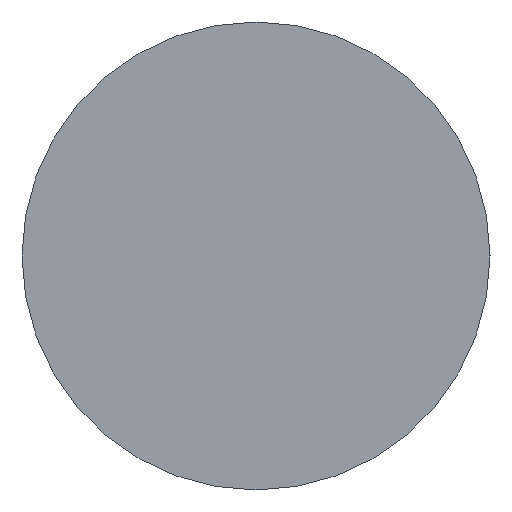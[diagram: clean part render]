
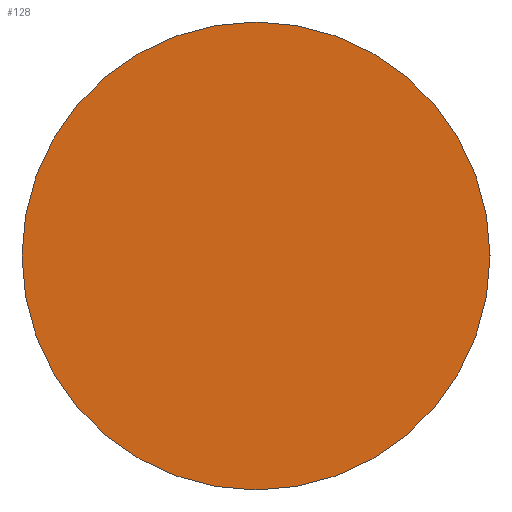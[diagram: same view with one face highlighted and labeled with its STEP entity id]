
A CAD part, left-side view. The second image highlights one B-rep face of the part: STEP entity #128.
In plain terms, the highlighted planar face has unit normal (-1, 0, 0).
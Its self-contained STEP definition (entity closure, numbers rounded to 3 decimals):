
#57=CARTESIAN_POINT('Axis2P3D Location',(-74.,0.,0.)) ;
#61=CARTESIAN_POINT('Vertex',(-74.,12.5,0.)) ;
#63=CARTESIAN_POINT('Vertex',(-74.,-12.5,0.)) ;
#92=CARTESIAN_POINT('Axis2P3D Location',(-74.,0.,0.)) ;
#119=CARTESIAN_POINT('Axis2P3D Location',(-74.,0.,0.)) ;
#58=DIRECTION('Axis2P3D Direction',(1.,0.,0.)) ;
#93=DIRECTION('Axis2P3D Direction',(1.,0.,0.)) ;
#120=DIRECTION('Axis2P3D Direction',(1.,0.,0.)) ;
#121=DIRECTION('Axis2P3D XDirection',(0.,1.,0.)) ;
#59=AXIS2_PLACEMENT_3D('Circle Axis2P3D',#57,#58,$) ;
#94=AXIS2_PLACEMENT_3D('Circle Axis2P3D',#92,#93,$) ;
#122=AXIS2_PLACEMENT_3D('Plane Axis2P3D',#119,#120,#121) ;
#125=ORIENTED_EDGE('',*,*,#96,.F.) ;
#126=ORIENTED_EDGE('',*,*,#65,.F.) ;
#128=ADVANCED_FACE('Shaft',(#127),#123,.F.) ;
#60=CIRCLE('generated circle',#59,12.5) ;
#95=CIRCLE('generated circle',#94,12.5) ;
#65=EDGE_CURVE('',#62,#64,#60,.T.) ;
#96=EDGE_CURVE('',#64,#62,#95,.T.) ;
#124=EDGE_LOOP('',(#125,#126)) ;
#127=FACE_OUTER_BOUND('',#124,.T.) ;
#123=PLANE('',#122) ;
#62=VERTEX_POINT('',#61) ;
#64=VERTEX_POINT('',#63) ;
